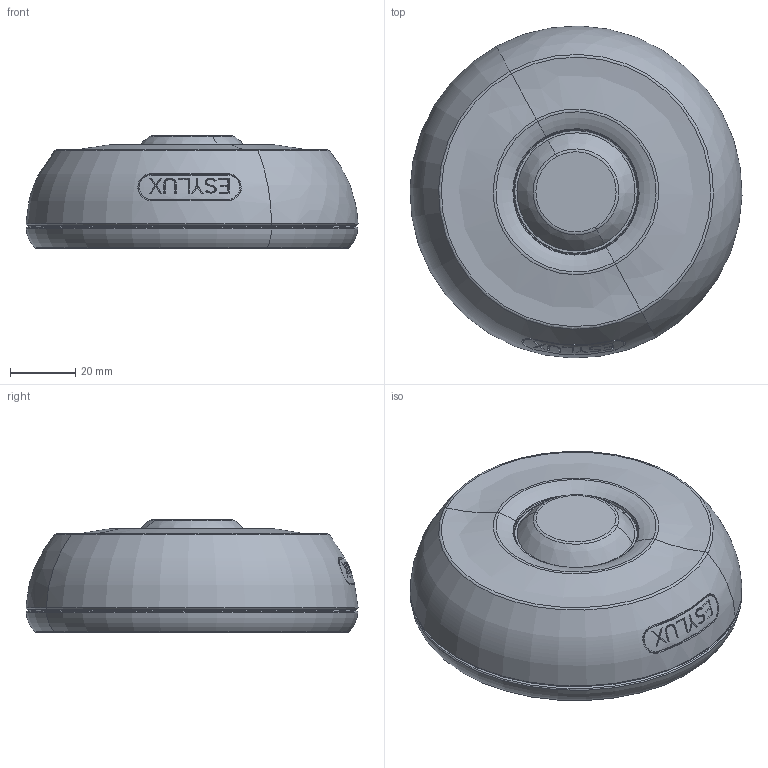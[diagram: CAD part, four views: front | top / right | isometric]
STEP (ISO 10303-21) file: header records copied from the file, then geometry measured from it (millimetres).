
FILE_DESCRIPTION('');
FILE_NAME('');
FILE_SCHEMA(('CONFIG_CONTROL_DESIGN'));
Length unit declared in the file: millimetre
Products named in the file (1): EB10430404
Bounding box: 101.77 x 101.77 x 34.36 mm (x, y, z)
Volume: 222617.1 mm3; surface area: 45750.1 mm2
Topology: 3 solids, 3 shells, 466 faces, 1059 edges, 616 vertices
Faces by surface type: cylinder 170, torus 100, plane 79, bspline 59, revolution 36, sphere 16, cone 6
Entity records: 13657 total; most frequent: CARTESIAN_POINT 4128, ORIENTED_EDGE 2086, DIRECTION 1552, EDGE_CURVE 1043, AXIS2_PLACEMENT_3D 888, VERTEX_POINT 616, CIRCLE 573, EDGE_LOOP 499
